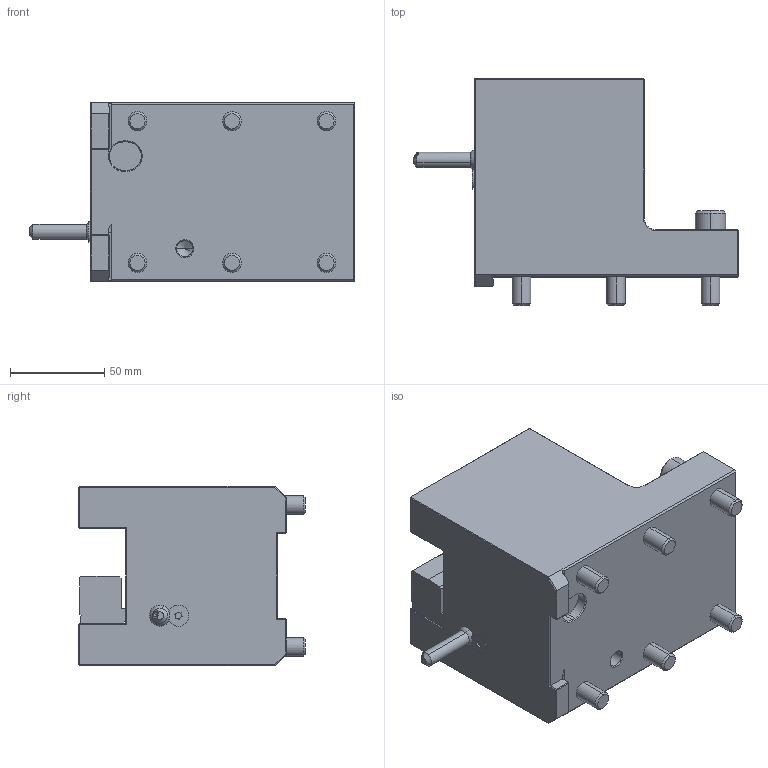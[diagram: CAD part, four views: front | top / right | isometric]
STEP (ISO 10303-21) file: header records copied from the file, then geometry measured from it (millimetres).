
FILE_DESCRIPTION((''),'2;1');
FILE_NAME('NGT_F_25_105_JC','2021-10-13T',('vali'),('NOVA GRUP'),'PRO/ENGINEER BY PARAMETRIC TECHNOLOGY CORPORATION, 2010280','PRO/ENGINEER BY PARAMETRIC TECHNOLOGY CORPORATION, 2010280','');
FILE_SCHEMA(('CONFIG_CONTROL_DESIGN'));
Length unit declared in the file: millimetre
Products named in the file (1): NGT_F_25_105_JC
Bounding box: 172.34 x 120 x 95 mm (x, y, z)
Volume: 951087.4 mm3; surface area: 80883.5 mm2
Topology: 1 solids, 1 shells, 219 faces, 534 edges, 329 vertices
Faces by surface type: plane 133, cylinder 48, cone 30, torus 6, sphere 2
Entity records: 6966 total; most frequent: CARTESIAN_POINT 1848, ORIENTED_EDGE 1064, DIRECTION 1009, EDGE_CURVE 532, VECTOR 387, LINE 387, VERTEX_POINT 329, AXIS2_PLACEMENT_3D 311
